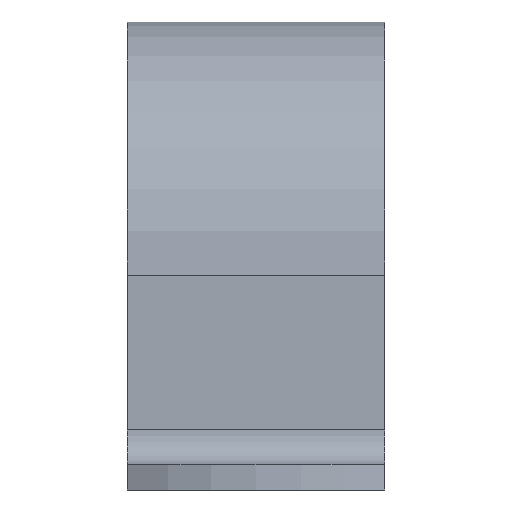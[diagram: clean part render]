
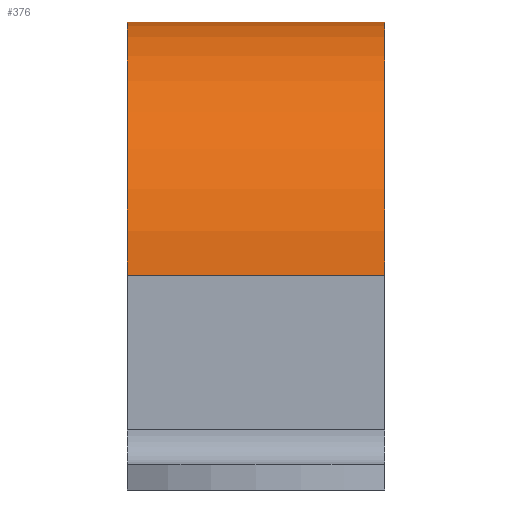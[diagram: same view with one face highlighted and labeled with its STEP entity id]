
A CAD part, left-side view. The second image highlights one B-rep face of the part: STEP entity #376.
In plain terms, the highlighted cylindrical face has radius 29.5 mm (diameter 59 mm), a partial arc.
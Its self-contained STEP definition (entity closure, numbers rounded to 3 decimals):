
#21=CYLINDRICAL_SURFACE('',#429,29.5);
#31=CIRCLE('',#403,29.5);
#40=CIRCLE('',#413,29.5);
#110=ORIENTED_EDGE('',*,*,#183,.T.);
#111=ORIENTED_EDGE('',*,*,#200,.F.);
#112=ORIENTED_EDGE('',*,*,#159,.F.);
#113=ORIENTED_EDGE('',*,*,#199,.T.);
#159=EDGE_CURVE('',#211,#212,#31,.F.);
#183=EDGE_CURVE('',#236,#235,#40,.F.);
#199=EDGE_CURVE('',#211,#236,#267,.T.);
#200=EDGE_CURVE('',#212,#235,#268,.T.);
#211=VERTEX_POINT('',#567);
#212=VERTEX_POINT('',#569);
#235=VERTEX_POINT('',#616);
#236=VERTEX_POINT('',#618);
#267=LINE('',#645,#299);
#268=LINE('',#647,#300);
#299=VECTOR('',#524,1000.);
#300=VECTOR('',#527,1000.);
#318=EDGE_LOOP('',(#110,#111,#112,#113));
#344=FACE_BOUND('',#318,.T.);
#376=ADVANCED_FACE('',(#344),#21,.T.);
#403=AXIS2_PLACEMENT_3D('',#568,#451,#452);
#413=AXIS2_PLACEMENT_3D('',#617,#486,#487);
#429=AXIS2_PLACEMENT_3D('',#646,#525,#526);
#451=DIRECTION('',(0.,1.,0.));
#452=DIRECTION('',(0.,0.,1.));
#486=DIRECTION('',(0.,1.,0.));
#487=DIRECTION('',(0.,0.,1.));
#524=DIRECTION('',(0.,1.,0.));
#525=DIRECTION('',(0.,1.,0.));
#526=DIRECTION('',(0.,0.,1.));
#527=DIRECTION('',(0.,1.,0.));
#567=CARTESIAN_POINT('',(29.5,0.,0.));
#568=CARTESIAN_POINT('',(0.,0.,0.));
#569=CARTESIAN_POINT('',(-29.5,0.,0.));
#616=CARTESIAN_POINT('',(-29.5,30.,0.));
#617=CARTESIAN_POINT('',(0.,30.,0.));
#618=CARTESIAN_POINT('',(29.5,30.,0.));
#645=CARTESIAN_POINT('',(29.5,0.,0.));
#646=CARTESIAN_POINT('',(0.,0.,0.));
#647=CARTESIAN_POINT('',(-29.5,0.,0.));
